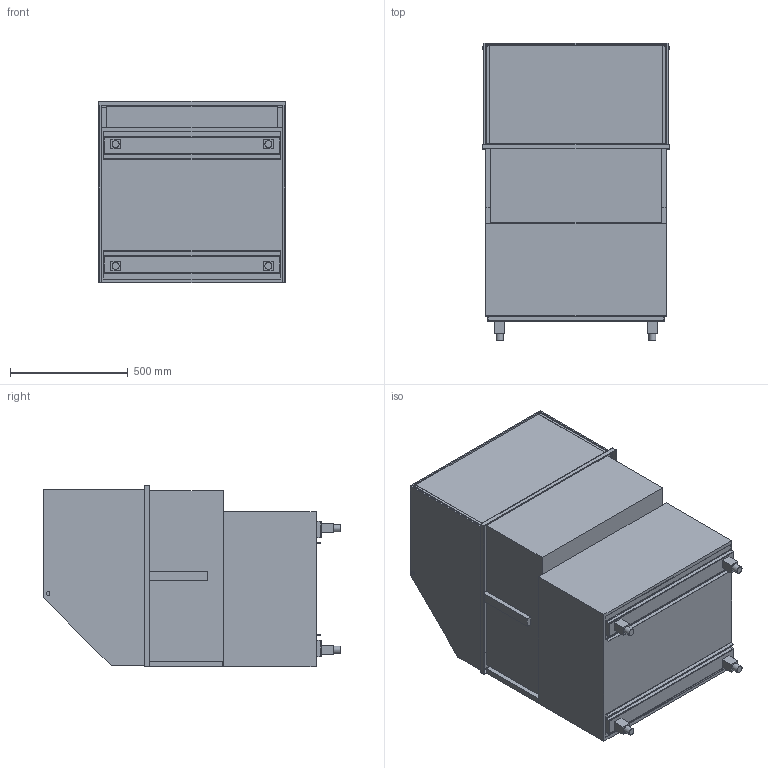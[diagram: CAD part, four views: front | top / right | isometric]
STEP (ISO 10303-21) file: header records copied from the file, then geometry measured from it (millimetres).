
FILE_DESCRIPTION(/* description */ ('Einbaukühlvitrine: zentralgekühlt'),/* implementation_level */ '2;1');
FILE_NAME(/* name */ '3D-AKE-00006139.stp',/* time_stamp */ '2022-03-24T09:18:00+01:00',/* author */ ('julian.lux'),/* organization */ (''),/* preprocessor_version */ 'ST-DEVELOPER v18',/* originating_system */ 'Autodesk Inventor 2020',/* authorisation */ '');
FILE_SCHEMA (('AUTOMOTIVE_DESIGN { 1 0 10303 214 3 1 1 }'));
Length unit declared in the file: millimetre
Products named in the file (1): 3D-AKE-00006139
Bounding box: 795 x 1266.5 x 774 mm (x, y, z)
Volume: 282051081.2 mm3; surface area: 12382396.9 mm2
Topology: 33 solids, 33 shells, 356 faces, 860 edges, 580 vertices
Faces by surface type: plane 312, cylinder 40, torus 4
Full cylindrical faces by diameter (mm): 6 x2, 16 x2, 25 x2, 30.5 x4
Entity records: 10386 total; most frequent: CARTESIAN_POINT 1797, ORIENTED_EDGE 1720, DIRECTION 1694, EDGE_CURVE 860, LINE 740, VECTOR 740, VERTEX_POINT 580, AXIS2_PLACEMENT_3D 477
